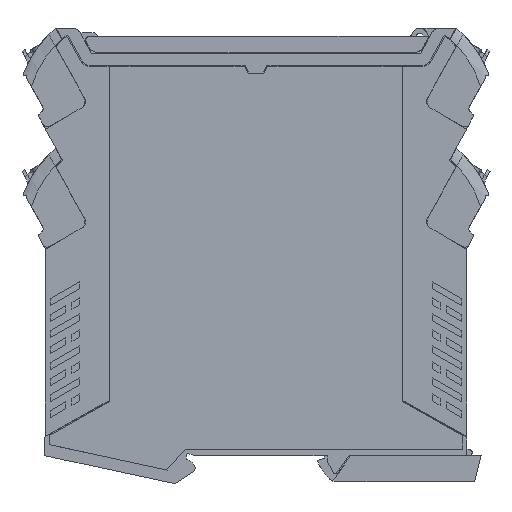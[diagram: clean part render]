
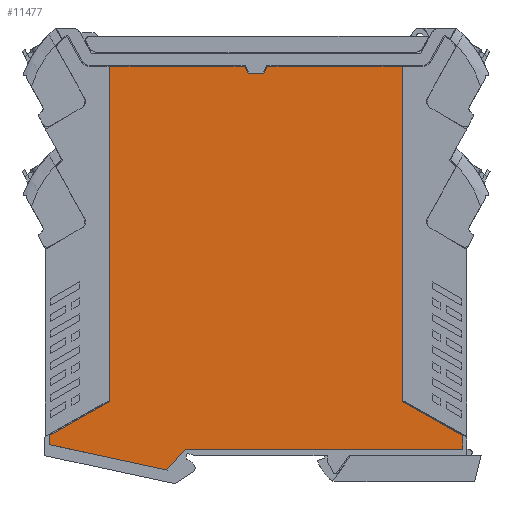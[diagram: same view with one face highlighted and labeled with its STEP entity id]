
A CAD part, left-side view. The second image highlights one B-rep face of the part: STEP entity #11477.
In plain terms, the highlighted planar face has unit normal (-1, 0, 0).
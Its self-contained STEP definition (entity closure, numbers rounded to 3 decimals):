
#11455=AXIS2_PLACEMENT_3D('Plane Axis2P3D',#11452,#11453,#11454) ;
#7804=CARTESIAN_POINT('Vertex',(0.,6.773,12.04)) ;
#7807=CARTESIAN_POINT('Line Origine',(0.,6.773,10.332)) ;
#7811=CARTESIAN_POINT('Vertex',(0.,6.773,8.624)) ;
#7827=CARTESIAN_POINT('Line Origine',(0.,58.64,8.624)) ;
#7831=CARTESIAN_POINT('Vertex',(0.,76.332,8.624)) ;
#7847=CARTESIAN_POINT('Line Origine',(0.,78.847,5.745)) ;
#7851=CARTESIAN_POINT('Vertex',(0.,80.884,3.413)) ;
#7853=CARTESIAN_POINT('Vertex',(0.,76.81,8.077)) ;
#7861=CARTESIAN_POINT('Line Origine',(0.,76.568,8.353)) ;
#7865=CARTESIAN_POINT('Vertex',(0.,76.805,8.082)) ;
#7868=CARTESIAN_POINT('Line Origine',(0.,76.808,8.079)) ;
#7885=CARTESIAN_POINT('Line Origine',(0.,95.661,6.592)) ;
#7889=CARTESIAN_POINT('Vertex',(0.,110.437,9.771)) ;
#7909=CARTESIAN_POINT('Line Origine',(0.,110.437,10.906)) ;
#7913=CARTESIAN_POINT('Vertex',(0.,110.437,12.04)) ;
#7929=CARTESIAN_POINT('Line Origine',(0.,102.821,16.305)) ;
#7933=CARTESIAN_POINT('Vertex',(0.,95.205,20.571)) ;
#7949=CARTESIAN_POINT('Line Origine',(0.,95.205,62.547)) ;
#7953=CARTESIAN_POINT('Vertex',(0.,95.205,104.524)) ;
#7969=CARTESIAN_POINT('Line Origine',(0.,63.186,104.524)) ;
#7973=CARTESIAN_POINT('Vertex',(0.,61.436,104.524)) ;
#7975=CARTESIAN_POINT('Vertex',(0.,64.936,104.524)) ;
#7983=CARTESIAN_POINT('Line Origine',(0.,80.07,104.524)) ;
#8002=CARTESIAN_POINT('Line Origine',(0.,60.993,103.574)) ;
#8006=CARTESIAN_POINT('Vertex',(0.,60.55,102.624)) ;
#8026=CARTESIAN_POINT('Vertex',(0.,56.66,102.624)) ;
#8029=CARTESIAN_POINT('Line Origine',(0.,58.605,102.624)) ;
#8047=CARTESIAN_POINT('Line Origine',(0.,56.217,103.574)) ;
#8051=CARTESIAN_POINT('Vertex',(0.,55.774,104.524)) ;
#8067=CARTESIAN_POINT('Line Origine',(0.,37.14,104.524)) ;
#8071=CARTESIAN_POINT('Vertex',(0.,22.005,104.524)) ;
#8073=CARTESIAN_POINT('Vertex',(0.,52.274,104.524)) ;
#8081=CARTESIAN_POINT('Line Origine',(0.,54.024,104.524)) ;
#8095=CARTESIAN_POINT('Line Origine',(0.,22.005,62.547)) ;
#8099=CARTESIAN_POINT('Vertex',(0.,22.005,20.571)) ;
#8115=CARTESIAN_POINT('Line Origine',(0.,14.389,16.305)) ;
#11452=CARTESIAN_POINT('Axis2P3D Location',(0.,58.605,7.024)) ;
#7808=DIRECTION('Vector Direction',(0.,0.,1.)) ;
#7828=DIRECTION('Vector Direction',(0.,1.,0.)) ;
#7848=DIRECTION('Vector Direction',(0.,-0.658,0.753)) ;
#7862=DIRECTION('Vector Direction',(0.,-0.658,0.753)) ;
#7869=DIRECTION('Vector Direction',(0.,-0.658,0.753)) ;
#7886=DIRECTION('Vector Direction',(0.,-0.978,-0.21)) ;
#7910=DIRECTION('Vector Direction',(0.,0.,-1.)) ;
#7930=DIRECTION('Vector Direction',(0.,0.872,-0.489)) ;
#7950=DIRECTION('Vector Direction',(0.,0.,-1.)) ;
#7970=DIRECTION('Vector Direction',(0.,1.,0.)) ;
#7984=DIRECTION('Vector Direction',(0.,1.,0.)) ;
#8003=DIRECTION('Vector Direction',(0.,0.423,0.906)) ;
#8030=DIRECTION('Vector Direction',(0.,1.,0.)) ;
#8048=DIRECTION('Vector Direction',(0.,-0.423,0.906)) ;
#8068=DIRECTION('Vector Direction',(0.,1.,0.)) ;
#8082=DIRECTION('Vector Direction',(0.,1.,0.)) ;
#8096=DIRECTION('Vector Direction',(0.,0.,1.)) ;
#8116=DIRECTION('Vector Direction',(0.,0.872,0.489)) ;
#11453=DIRECTION('Axis2P3D Direction',(-1.,0.,0.)) ;
#11454=DIRECTION('Axis2P3D XDirection',(0.,1.,0.)) ;
#7809=VECTOR('Line Direction',#7808,1.) ;
#7829=VECTOR('Line Direction',#7828,1.) ;
#7849=VECTOR('Line Direction',#7848,1.) ;
#7863=VECTOR('Line Direction',#7862,1.) ;
#7870=VECTOR('Line Direction',#7869,1.) ;
#7887=VECTOR('Line Direction',#7886,1.) ;
#7911=VECTOR('Line Direction',#7910,1.) ;
#7931=VECTOR('Line Direction',#7930,1.) ;
#7951=VECTOR('Line Direction',#7950,1.) ;
#7971=VECTOR('Line Direction',#7970,1.) ;
#7985=VECTOR('Line Direction',#7984,1.) ;
#8004=VECTOR('Line Direction',#8003,1.) ;
#8031=VECTOR('Line Direction',#8030,1.) ;
#8049=VECTOR('Line Direction',#8048,1.) ;
#8069=VECTOR('Line Direction',#8068,1.) ;
#8083=VECTOR('Line Direction',#8082,1.) ;
#8097=VECTOR('Line Direction',#8096,1.) ;
#8117=VECTOR('Line Direction',#8116,1.) ;
#11458=ORIENTED_EDGE('',*,*,#8033,.T.) ;
#11459=ORIENTED_EDGE('',*,*,#8008,.T.) ;
#11460=ORIENTED_EDGE('',*,*,#7977,.T.) ;
#11461=ORIENTED_EDGE('',*,*,#7987,.T.) ;
#11462=ORIENTED_EDGE('',*,*,#7955,.T.) ;
#11463=ORIENTED_EDGE('',*,*,#7935,.T.) ;
#11464=ORIENTED_EDGE('',*,*,#7915,.T.) ;
#11465=ORIENTED_EDGE('',*,*,#7891,.T.) ;
#11466=ORIENTED_EDGE('',*,*,#7855,.T.) ;
#11467=ORIENTED_EDGE('',*,*,#7872,.T.) ;
#11468=ORIENTED_EDGE('',*,*,#7867,.T.) ;
#11469=ORIENTED_EDGE('',*,*,#7833,.T.) ;
#11470=ORIENTED_EDGE('',*,*,#7813,.T.) ;
#11471=ORIENTED_EDGE('',*,*,#8119,.T.) ;
#11472=ORIENTED_EDGE('',*,*,#8101,.T.) ;
#11473=ORIENTED_EDGE('',*,*,#8075,.T.) ;
#11474=ORIENTED_EDGE('',*,*,#8085,.T.) ;
#11475=ORIENTED_EDGE('',*,*,#8053,.T.) ;
#11477=ADVANCED_FACE('GEHAEUSE',(#11476),#11456,.T.) ;
#7813=EDGE_CURVE('',#7812,#7805,#7810,.T.) ;
#7833=EDGE_CURVE('',#7832,#7812,#7830,.F.) ;
#7855=EDGE_CURVE('',#7852,#7854,#7850,.T.) ;
#7867=EDGE_CURVE('',#7866,#7832,#7864,.T.) ;
#7872=EDGE_CURVE('',#7854,#7866,#7871,.T.) ;
#7891=EDGE_CURVE('',#7890,#7852,#7888,.T.) ;
#7915=EDGE_CURVE('',#7914,#7890,#7912,.T.) ;
#7935=EDGE_CURVE('',#7934,#7914,#7932,.T.) ;
#7955=EDGE_CURVE('',#7954,#7934,#7952,.T.) ;
#7977=EDGE_CURVE('',#7974,#7976,#7972,.T.) ;
#7987=EDGE_CURVE('',#7976,#7954,#7986,.T.) ;
#8008=EDGE_CURVE('',#8007,#7974,#8005,.T.) ;
#8033=EDGE_CURVE('',#8027,#8007,#8032,.T.) ;
#8053=EDGE_CURVE('',#8052,#8027,#8050,.F.) ;
#8075=EDGE_CURVE('',#8072,#8074,#8070,.T.) ;
#8085=EDGE_CURVE('',#8074,#8052,#8084,.T.) ;
#8101=EDGE_CURVE('',#8100,#8072,#8098,.T.) ;
#8119=EDGE_CURVE('',#7805,#8100,#8118,.T.) ;
#11457=EDGE_LOOP('',(#11458,#11459,#11460,#11461,#11462,#11463,#11464,#11465,#11466,#11467,#11468,#11469,#11470,#11471,#11472,#11473,#11474,#11475)) ;
#11476=FACE_OUTER_BOUND('',#11457,.T.) ;
#7810=LINE('Line',#7807,#7809) ;
#7830=LINE('Line',#7827,#7829) ;
#7850=LINE('Line',#7847,#7849) ;
#7864=LINE('Line',#7861,#7863) ;
#7871=LINE('Line',#7868,#7870) ;
#7888=LINE('Line',#7885,#7887) ;
#7912=LINE('Line',#7909,#7911) ;
#7932=LINE('Line',#7929,#7931) ;
#7952=LINE('Line',#7949,#7951) ;
#7972=LINE('Line',#7969,#7971) ;
#7986=LINE('Line',#7983,#7985) ;
#8005=LINE('Line',#8002,#8004) ;
#8032=LINE('Line',#8029,#8031) ;
#8050=LINE('Line',#8047,#8049) ;
#8070=LINE('Line',#8067,#8069) ;
#8084=LINE('Line',#8081,#8083) ;
#8098=LINE('Line',#8095,#8097) ;
#8118=LINE('Line',#8115,#8117) ;
#11456=PLANE('',#11455) ;
#7805=VERTEX_POINT('',#7804) ;
#7812=VERTEX_POINT('',#7811) ;
#7832=VERTEX_POINT('',#7831) ;
#7852=VERTEX_POINT('',#7851) ;
#7854=VERTEX_POINT('',#7853) ;
#7866=VERTEX_POINT('',#7865) ;
#7890=VERTEX_POINT('',#7889) ;
#7914=VERTEX_POINT('',#7913) ;
#7934=VERTEX_POINT('',#7933) ;
#7954=VERTEX_POINT('',#7953) ;
#7974=VERTEX_POINT('',#7973) ;
#7976=VERTEX_POINT('',#7975) ;
#8007=VERTEX_POINT('',#8006) ;
#8027=VERTEX_POINT('',#8026) ;
#8052=VERTEX_POINT('',#8051) ;
#8072=VERTEX_POINT('',#8071) ;
#8074=VERTEX_POINT('',#8073) ;
#8100=VERTEX_POINT('',#8099) ;
